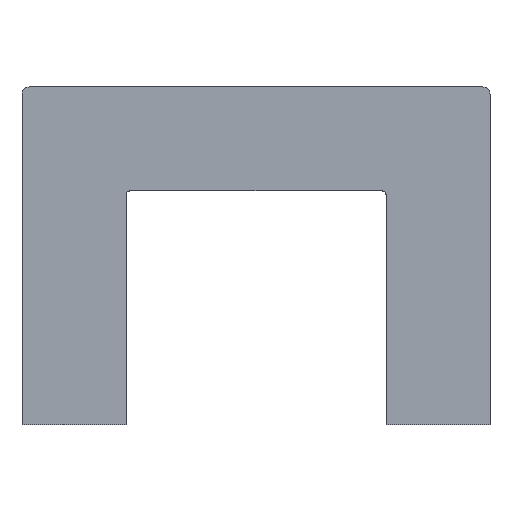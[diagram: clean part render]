
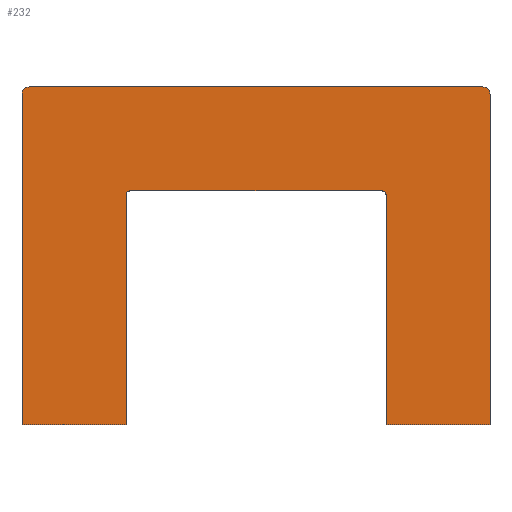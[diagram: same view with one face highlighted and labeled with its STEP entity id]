
A CAD part, front view. The second image highlights one B-rep face of the part: STEP entity #232.
In plain terms, the highlighted planar face has unit normal (0, -1, 0).
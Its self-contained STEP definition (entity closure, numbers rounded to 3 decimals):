
#1=DIRECTION('',(0.,0.,-1.));
#2=VECTOR('',#1,89.);
#3=CARTESIAN_POINT('',(63.,-10.,-2.));
#4=LINE('',#3,#2);
#5=DIRECTION('',(-1.,0.,0.));
#6=VECTOR('',#5,28.);
#7=CARTESIAN_POINT('',(63.,-10.,-91.));
#8=LINE('',#7,#6);
#9=DIRECTION('',(0.,0.,1.));
#10=VECTOR('',#9,62.);
#11=CARTESIAN_POINT('',(35.,-10.,-91.));
#12=LINE('',#11,#10);
#13=DIRECTION('',(-1.,0.,0.));
#14=VECTOR('',#13,68.);
#15=CARTESIAN_POINT('',(34.,-10.,-28.));
#16=LINE('',#15,#14);
#17=DIRECTION('',(0.,0.,-1.));
#18=VECTOR('',#17,62.);
#19=CARTESIAN_POINT('',(-35.,-10.,-29.));
#20=LINE('',#19,#18);
#21=DIRECTION('',(-1.,0.,0.));
#22=VECTOR('',#21,28.);
#23=CARTESIAN_POINT('',(-35.,-10.,-91.));
#24=LINE('',#23,#22);
#25=DIRECTION('',(0.,0.,1.));
#26=VECTOR('',#25,89.);
#27=CARTESIAN_POINT('',(-63.,-10.,-91.));
#28=LINE('',#27,#26);
#29=DIRECTION('',(1.,0.,0.));
#30=VECTOR('',#29,122.);
#31=CARTESIAN_POINT('',(-61.,-10.,0.));
#32=LINE('',#31,#30);
#46=CARTESIAN_POINT('',(61.,-10.,-2.));
#47=DIRECTION('',(0.,-1.,0.));
#48=DIRECTION('',(1.,0.,0.));
#49=AXIS2_PLACEMENT_3D('',#46,#47,#48);
#64=CARTESIAN_POINT('',(-61.,-10.,-2.));
#65=DIRECTION('',(0.,-1.,0.));
#66=DIRECTION('',(0.,0.,1.));
#67=AXIS2_PLACEMENT_3D('',#64,#65,#66);
#81=CARTESIAN_POINT('',(-34.,-10.,-29.));
#82=DIRECTION('',(0.,1.,0.));
#83=DIRECTION('',(-1.,0.,0.));
#84=AXIS2_PLACEMENT_3D('',#81,#82,#83);
#99=CARTESIAN_POINT('',(34.,-10.,-29.));
#100=DIRECTION('',(0.,1.,0.));
#101=DIRECTION('',(0.,0.,1.));
#102=AXIS2_PLACEMENT_3D('',#99,#100,#101);
#153=CARTESIAN_POINT('',(63.,-10.,-91.));
#154=CARTESIAN_POINT('',(35.,-10.,-91.));
#155=VERTEX_POINT('',#153);
#156=VERTEX_POINT('',#154);
#157=CARTESIAN_POINT('',(-35.,-10.,-91.));
#158=CARTESIAN_POINT('',(-63.,-10.,-91.));
#159=VERTEX_POINT('',#157);
#160=VERTEX_POINT('',#158);
#169=CARTESIAN_POINT('',(-35.,-10.,-29.));
#171=VERTEX_POINT('',#169);
#173=CARTESIAN_POINT('',(-34.,-10.,-28.));
#175=VERTEX_POINT('',#173);
#177=CARTESIAN_POINT('',(34.,-10.,-28.));
#179=VERTEX_POINT('',#177);
#181=CARTESIAN_POINT('',(35.,-10.,-29.));
#183=VERTEX_POINT('',#181);
#186=CARTESIAN_POINT('',(61.,-10.,0.));
#188=VERTEX_POINT('',#186);
#191=CARTESIAN_POINT('',(63.,-10.,-2.));
#192=VERTEX_POINT('',#191);
#194=CARTESIAN_POINT('',(-63.,-10.,-2.));
#196=VERTEX_POINT('',#194);
#199=CARTESIAN_POINT('',(-61.,-10.,0.));
#200=VERTEX_POINT('',#199);
#201=CARTESIAN_POINT('',(0.,-10.,0.));
#202=DIRECTION('',(0.,1.,0.));
#203=DIRECTION('',(1.,0.,0.));
#204=AXIS2_PLACEMENT_3D('',#201,#202,#203);
#205=PLANE('',#204);
#207=ORIENTED_EDGE('',*,*,#206,.F.);
#209=ORIENTED_EDGE('',*,*,#208,.T.);
#211=ORIENTED_EDGE('',*,*,#210,.T.);
#213=ORIENTED_EDGE('',*,*,#212,.T.);
#215=ORIENTED_EDGE('',*,*,#214,.F.);
#217=ORIENTED_EDGE('',*,*,#216,.T.);
#219=ORIENTED_EDGE('',*,*,#218,.F.);
#221=ORIENTED_EDGE('',*,*,#220,.T.);
#223=ORIENTED_EDGE('',*,*,#222,.T.);
#225=ORIENTED_EDGE('',*,*,#224,.T.);
#227=ORIENTED_EDGE('',*,*,#226,.F.);
#229=ORIENTED_EDGE('',*,*,#228,.T.);
#230=EDGE_LOOP('',(#207,#209,#211,#213,#215,#217,#219,#221,#223,#225,#227,
#229));
#231=FACE_OUTER_BOUND('',#230,.F.);
#232=ADVANCED_FACE('',(#231),#205,.F.);
#50=CIRCLE('',#49,2.);
#68=CIRCLE('',#67,2.);
#85=CIRCLE('',#84,1.);
#103=CIRCLE('',#102,1.);
#206=EDGE_CURVE('',#192,#188,#50,.T.);
#208=EDGE_CURVE('',#192,#155,#4,.T.);
#210=EDGE_CURVE('',#155,#156,#8,.T.);
#212=EDGE_CURVE('',#156,#183,#12,.T.);
#214=EDGE_CURVE('',#179,#183,#103,.T.);
#216=EDGE_CURVE('',#179,#175,#16,.T.);
#218=EDGE_CURVE('',#171,#175,#85,.T.);
#220=EDGE_CURVE('',#171,#159,#20,.T.);
#222=EDGE_CURVE('',#159,#160,#24,.T.);
#224=EDGE_CURVE('',#160,#196,#28,.T.);
#226=EDGE_CURVE('',#200,#196,#68,.T.);
#228=EDGE_CURVE('',#200,#188,#32,.T.);
